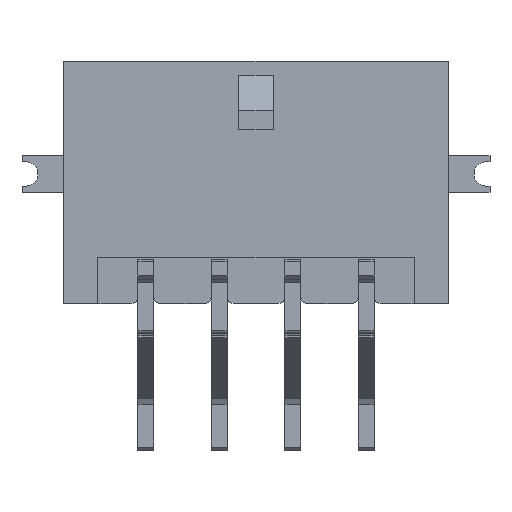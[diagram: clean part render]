
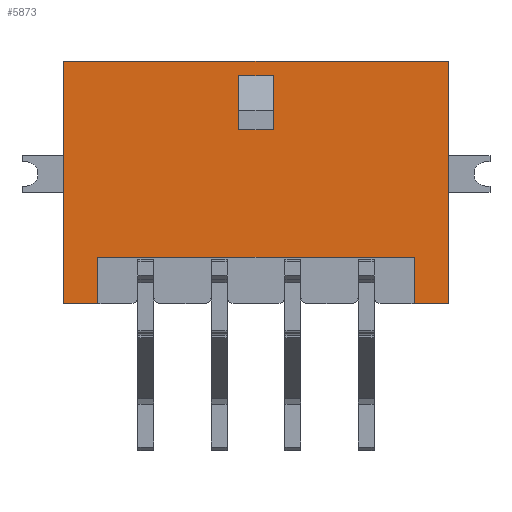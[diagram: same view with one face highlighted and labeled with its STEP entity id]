
A CAD part, left-side view. The second image highlights one B-rep face of the part: STEP entity #5873.
In plain terms, the highlighted planar face has unit normal (-1, 0, 0).
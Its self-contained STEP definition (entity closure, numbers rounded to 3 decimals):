
#787=ORIENTED_EDGE('',*,*,#2328,.T.);
#788=ORIENTED_EDGE('',*,*,#2329,.T.);
#789=ORIENTED_EDGE('',*,*,#2330,.F.);
#790=ORIENTED_EDGE('',*,*,#2331,.F.);
#791=ORIENTED_EDGE('',*,*,#2332,.F.);
#792=ORIENTED_EDGE('',*,*,#2296,.F.);
#793=ORIENTED_EDGE('',*,*,#2320,.T.);
#794=ORIENTED_EDGE('',*,*,#1986,.T.);
#795=ORIENTED_EDGE('',*,*,#2322,.F.);
#796=ORIENTED_EDGE('',*,*,#2304,.F.);
#797=ORIENTED_EDGE('',*,*,#2333,.F.);
#798=ORIENTED_EDGE('',*,*,#2334,.F.);
#1986=EDGE_CURVE('',#2830,#2829,#3410,.T.);
#2296=EDGE_CURVE('',#3054,#3050,#3688,.T.);
#2304=EDGE_CURVE('',#3060,#3061,#3696,.T.);
#2320=EDGE_CURVE('',#3054,#2830,#3712,.T.);
#2322=EDGE_CURVE('',#3061,#2829,#3714,.T.);
#2328=EDGE_CURVE('',#3071,#3072,#3720,.T.);
#2329=EDGE_CURVE('',#3072,#3073,#3721,.T.);
#2330=EDGE_CURVE('',#3074,#3073,#3722,.T.);
#2331=EDGE_CURVE('',#3071,#3074,#3723,.T.);
#2332=EDGE_CURVE('',#3050,#3075,#3724,.T.);
#2333=EDGE_CURVE('',#3076,#3060,#3725,.T.);
#2334=EDGE_CURVE('',#3075,#3076,#3726,.T.);
#2829=VERTEX_POINT('',#8254);
#2830=VERTEX_POINT('',#8256);
#3050=VERTEX_POINT('',#8848);
#3054=VERTEX_POINT('',#8857);
#3060=VERTEX_POINT('',#8873);
#3061=VERTEX_POINT('',#8875);
#3071=VERTEX_POINT('',#8915);
#3072=VERTEX_POINT('',#8916);
#3073=VERTEX_POINT('',#8918);
#3074=VERTEX_POINT('',#8920);
#3075=VERTEX_POINT('',#8923);
#3076=VERTEX_POINT('',#8925);
#3410=LINE('',#8255,#4214);
#3688=LINE('',#8858,#4492);
#3696=LINE('',#8874,#4500);
#3712=LINE('',#8901,#4516);
#3714=LINE('',#8904,#4518);
#3720=LINE('',#8914,#4524);
#3721=LINE('',#8917,#4525);
#3722=LINE('',#8919,#4526);
#3723=LINE('',#8921,#4527);
#3724=LINE('',#8922,#4528);
#3725=LINE('',#8924,#4529);
#3726=LINE('',#8926,#4530);
#4214=VECTOR('',#6635,1000.);
#4492=VECTOR('',#7113,1000.);
#4500=VECTOR('',#7125,1000.);
#4516=VECTOR('',#7145,1000.);
#4518=VECTOR('',#7149,1000.);
#4524=VECTOR('',#7161,1000.);
#4525=VECTOR('',#7162,1000.);
#4526=VECTOR('',#7163,1000.);
#4527=VECTOR('',#7164,1000.);
#4528=VECTOR('',#7165,1000.);
#4529=VECTOR('',#7166,1000.);
#4530=VECTOR('',#7167,1000.);
#4990=EDGE_LOOP('',(#787,#788,#789,#790));
#4991=EDGE_LOOP('',(#791,#792,#793,#794,#795,#796,#797,#798));
#5304=FACE_BOUND('',#4990,.T.);
#5305=FACE_BOUND('',#4991,.T.);
#5590=PLANE('',#6247);
#5873=ADVANCED_FACE('',(#5304,#5305),#5590,.T.);
#6247=AXIS2_PLACEMENT_3D('',#8913,#7159,#7160);
#6635=DIRECTION('',(0.,1.,0.));
#7113=DIRECTION('',(0.,1.,0.));
#7125=DIRECTION('',(0.,1.,0.));
#7145=DIRECTION('',(0.,0.,1.));
#7149=DIRECTION('',(0.,0.,1.));
#7159=DIRECTION('',(-1.,0.,0.));
#7160=DIRECTION('',(0.,0.,1.));
#7161=DIRECTION('',(0.,0.,1.));
#7162=DIRECTION('',(0.,-1.,0.));
#7163=DIRECTION('',(0.,0.,1.));
#7164=DIRECTION('',(0.,-1.,0.));
#7165=DIRECTION('',(0.,0.,1.));
#7166=DIRECTION('',(0.,0.,-1.));
#7167=DIRECTION('',(0.,1.,0.));
#8254=CARTESIAN_POINT('',(-3.43,7.85,4.95));
#8255=CARTESIAN_POINT('',(-3.43,-7.85,4.95));
#8256=CARTESIAN_POINT('',(-3.43,-7.85,4.95));
#8848=CARTESIAN_POINT('',(-3.43,-6.45,-4.95));
#8857=CARTESIAN_POINT('',(-3.43,-7.85,-4.95));
#8858=CARTESIAN_POINT('',(-3.43,-7.85,-4.95));
#8873=CARTESIAN_POINT('',(-3.43,6.45,-4.95));
#8874=CARTESIAN_POINT('',(-3.43,-7.85,-4.95));
#8875=CARTESIAN_POINT('',(-3.43,7.85,-4.95));
#8901=CARTESIAN_POINT('',(-3.43,-7.85,-4.95));
#8904=CARTESIAN_POINT('',(-3.43,7.85,-4.95));
#8913=CARTESIAN_POINT('',(-3.43,-7.85,-4.95));
#8914=CARTESIAN_POINT('',(-3.43,0.7,2.15));
#8915=CARTESIAN_POINT('',(-3.43,0.7,2.15));
#8916=CARTESIAN_POINT('',(-3.43,0.7,4.35));
#8917=CARTESIAN_POINT('',(-3.43,0.7,4.35));
#8918=CARTESIAN_POINT('',(-3.43,-0.7,4.35));
#8919=CARTESIAN_POINT('',(-3.43,-0.7,2.15));
#8920=CARTESIAN_POINT('',(-3.43,-0.7,2.15));
#8921=CARTESIAN_POINT('',(-3.43,0.7,2.15));
#8922=CARTESIAN_POINT('',(-3.43,-6.45,-4.95));
#8923=CARTESIAN_POINT('',(-3.43,-6.45,-3.05));
#8924=CARTESIAN_POINT('',(-3.43,6.45,-3.05));
#8925=CARTESIAN_POINT('',(-3.43,6.45,-3.05));
#8926=CARTESIAN_POINT('',(-3.43,-6.45,-3.05));
